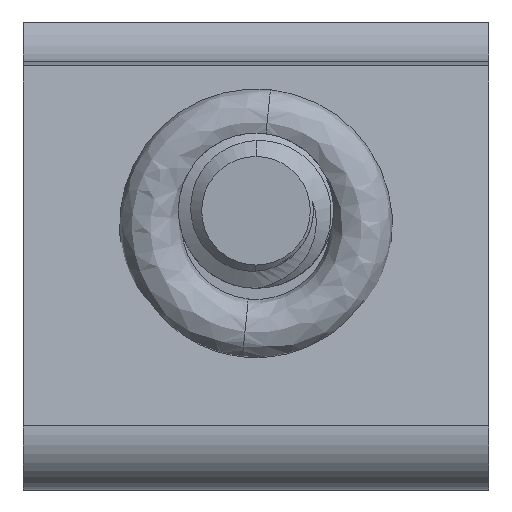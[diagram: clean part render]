
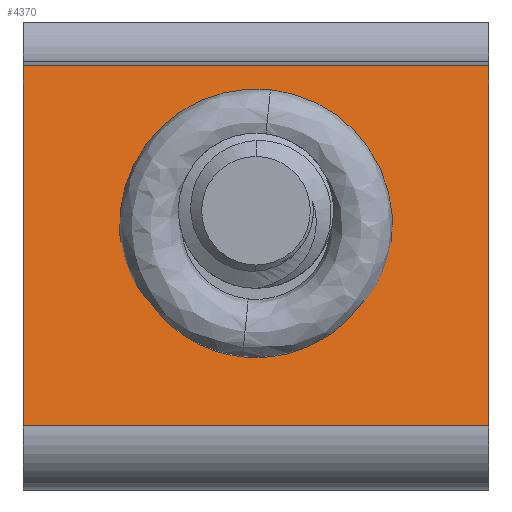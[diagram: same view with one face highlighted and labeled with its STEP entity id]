
A CAD part, front view. The second image highlights one B-rep face of the part: STEP entity #4370.
In plain terms, the highlighted planar face has unit normal (0, -0.989, 0.148).
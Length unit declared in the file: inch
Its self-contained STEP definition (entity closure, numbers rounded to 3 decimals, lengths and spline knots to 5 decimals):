
#17 = VERTEX_POINT ( 'NONE', #2224 ) ;
#241 = ORIENTED_EDGE ( 'NONE', *, *, #820, .T. ) ;
#395 = PLANE ( 'NONE',  #1244 ) ;
#426 = CARTESIAN_POINT ( 'NONE',  ( -0.375, -0.65739, -0.13338 ) ) ;
#486 = LINE ( 'NONE', #2252, #2176 ) ;
#721 = EDGE_LOOP ( 'NONE', ( #3226, #3002 ) ) ;
#747 = VERTEX_POINT ( 'NONE', #3927 ) ;
#820 = EDGE_CURVE ( 'NONE', #1294, #4105, #1367, .T. ) ;
#1074 = ORIENTED_EDGE ( 'NONE', *, *, #1435, .T. ) ;
#1239 = VECTOR ( 'NONE', #4390, 39.37008 ) ;
#1244 = AXIS2_PLACEMENT_3D ( 'NONE', #426, #2219, #1352 ) ;
#1294 = VERTEX_POINT ( 'NONE', #2707 ) ;
#1298 = CARTESIAN_POINT ( 'NONE',  ( -0.32553, -0.68172, -0.29615 ) ) ;
#1352 = DIRECTION ( 'NONE',  ( 0., -0.148, -0.989 ) ) ;
#1367 = LINE ( 'NONE', #4877, #1239 ) ;
#1380 = DIRECTION ( 'NONE',  ( 0., 0.148, 0.989 ) ) ;
#1435 = EDGE_CURVE ( 'NONE', #4105, #17, #5607, .T. ) ;
#1537 = EDGE_CURVE ( 'NONE', #747, #3026, #2385, .T. ) ;
#1585 = DIRECTION ( 'NONE',  ( 1., 0., 0. ) ) ;
#1589 = EDGE_CURVE ( 'NONE', #17, #3369, #486, .T. ) ;
#1639 = CARTESIAN_POINT ( 'NONE',  ( -0.375, -0.64742, -0.06666 ) ) ;
#1704 = CARTESIAN_POINT ( 'NONE',  ( -0.12272, -0.65976, -0.1492 ) ) ;
#1735 = CARTESIAN_POINT ( 'NONE',  ( 0.24936, -0.71767, -0.53669 ) ) ;
#2108 = CARTESIAN_POINT ( 'NONE',  ( -0.375, -0.65976, -0.1492 ) ) ;
#2158 = DIRECTION ( 'NONE',  ( 1., 0., 0. ) ) ;
#2176 = VECTOR ( 'NONE', #1380, 39.37008 ) ;
#2197 = CARTESIAN_POINT ( 'NONE',  ( -0.24936, -0.71767, -0.53669 ) ) ;
#2219 = DIRECTION ( 'NONE',  ( 0., -0.989, 0.148 ) ) ;
#2224 = CARTESIAN_POINT ( 'NONE',  ( 0.375, -0.73411, -0.6467 ) ) ;
#2226 = CARTESIAN_POINT ( 'NONE',  ( -0.375, -0.73411, -0.6467 ) ) ;
#2252 = CARTESIAN_POINT ( 'NONE',  ( 0.375, -0.65739, -0.13338 ) ) ;
#2385 =( BOUNDED_CURVE ( )  B_SPLINE_CURVE ( 3, ( #5267, #3996, #1735, #4458, #2197, #1298, #1704 ),
 .UNSPECIFIED., .F., .T. ) 
 B_SPLINE_CURVE_WITH_KNOTS ( ( 4, 3, 4 ),
 ( 0.62089, 3.14159, 5.66229 ),
 .UNSPECIFIED. ) 
 CURVE ( )  GEOMETRIC_REPRESENTATION_ITEM ( )  RATIONAL_B_SPLINE_CURVE ( ( 1., 0.537, 0.537, 1., 0.537, 0.537, 1. ) ) 
 REPRESENTATION_ITEM ( '' )  );
#2420 = CARTESIAN_POINT ( 'NONE',  ( -0.12272, -0.65976, -0.1492 ) ) ;
#2707 = CARTESIAN_POINT ( 'NONE',  ( -0.375, -0.64742, -0.06666 ) ) ;
#3002 = ORIENTED_EDGE ( 'NONE', *, *, #1537, .T. ) ;
#3026 = VERTEX_POINT ( 'NONE', #2420 ) ;
#3085 = VECTOR ( 'NONE', #5489, 39.37008 ) ;
#3226 = ORIENTED_EDGE ( 'NONE', *, *, #5220, .T. ) ;
#3369 = VERTEX_POINT ( 'NONE', #3688 ) ;
#3688 = CARTESIAN_POINT ( 'NONE',  ( 0.375, -0.64742, -0.06666 ) ) ;
#3726 = VECTOR ( 'NONE', #2158, 39.37008 ) ;
#3927 = CARTESIAN_POINT ( 'NONE',  ( 0.12272, -0.65976, -0.1492 ) ) ;
#3996 = CARTESIAN_POINT ( 'NONE',  ( 0.32553, -0.68172, -0.29615 ) ) ;
#4105 = VERTEX_POINT ( 'NONE', #2226 ) ;
#4370 = ADVANCED_FACE ( 'NONE', ( #4691, #5262 ), #395, .T. ) ;
#4390 = DIRECTION ( 'NONE',  ( 0., -0.148, -0.989 ) ) ;
#4458 = CARTESIAN_POINT ( 'NONE',  ( 0., -0.71767, -0.53669 ) ) ;
#4654 = LINE ( 'NONE', #1639, #3085 ) ;
#4682 = EDGE_CURVE ( 'NONE', #3369, #1294, #4654, .T. ) ;
#4691 = FACE_BOUND ( 'NONE', #721, .T. ) ;
#4722 = CARTESIAN_POINT ( 'NONE',  ( -0.375, -0.73411, -0.6467 ) ) ;
#4736 = VECTOR ( 'NONE', #1585, 39.37008 ) ;
#4806 = EDGE_LOOP ( 'NONE', ( #1074, #5459, #5638, #241 ) ) ;
#4877 = CARTESIAN_POINT ( 'NONE',  ( -0.375, -0.65739, -0.13338 ) ) ;
#5220 = EDGE_CURVE ( 'NONE', #3026, #747, #5576, .T. ) ;
#5262 = FACE_OUTER_BOUND ( 'NONE', #4806, .T. ) ;
#5267 = CARTESIAN_POINT ( 'NONE',  ( 0.12272, -0.65976, -0.1492 ) ) ;
#5459 = ORIENTED_EDGE ( 'NONE', *, *, #1589, .T. ) ;
#5489 = DIRECTION ( 'NONE',  ( -1., 0., 0. ) ) ;
#5576 = LINE ( 'NONE', #2108, #3726 ) ;
#5607 = LINE ( 'NONE', #4722, #4736 ) ;
#5638 = ORIENTED_EDGE ( 'NONE', *, *, #4682, .T. ) ;
